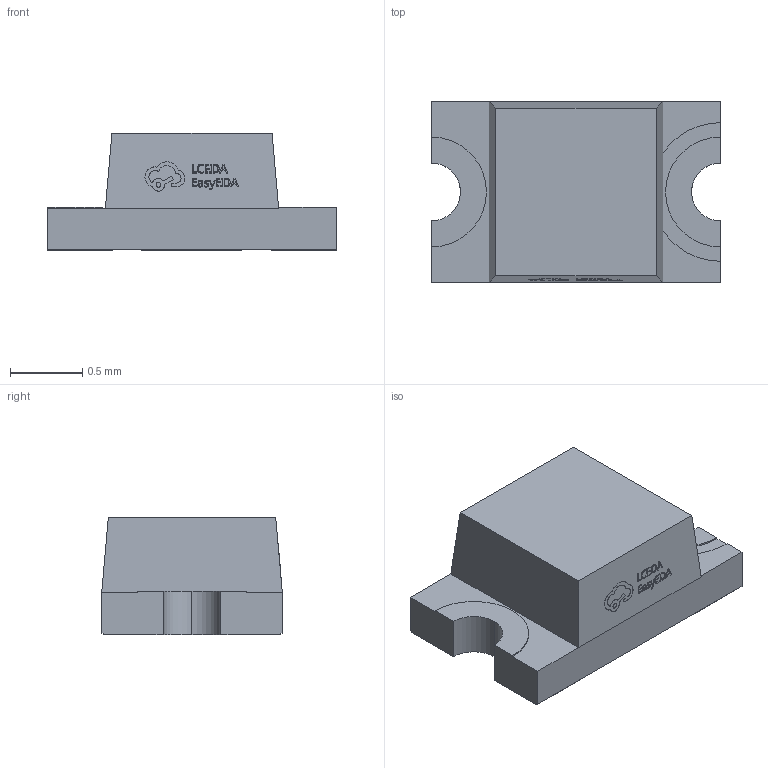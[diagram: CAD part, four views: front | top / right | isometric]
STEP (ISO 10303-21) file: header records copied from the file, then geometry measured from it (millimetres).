
FILE_DESCRIPTION (( 'STEP AP214' ), '1' );
FILE_NAME ('OPTO-SMD_SMD0805-20.step', '2022-07-05T13:55:02', ( '' ), ( '' ), 'SwSTEP 2.0', 'SolidWorks 2020', '' );
FILE_SCHEMA (( 'AUTOMOTIVE_DESIGN' ));
Length unit declared in the file: millimetre
Products named in the file (1): OPTO-SMD_SMD0805-20
Bounding box: 2 x 1.25 x 0.81 mm (x, y, z)
Volume: 1.4 mm3; surface area: 9.2 mm2
Topology: 1 solids, 1 shells, 323 faces, 876 edges, 582 vertices
Faces by surface type: plane 203, bspline 112, cylinder 8
Entity records: 14230 total; most frequent: CARTESIAN_POINT 3886, ORIENTED_EDGE 1752, DIRECTION 1088, EDGE_CURVE 876, LINE 632, VECTOR 632, VERTEX_POINT 582, EDGE_LOOP 350
